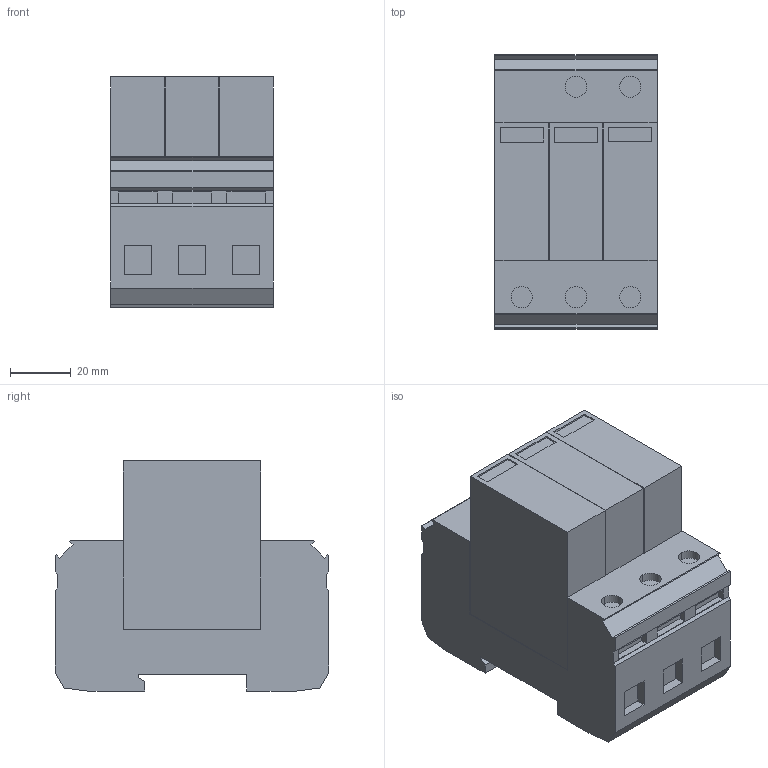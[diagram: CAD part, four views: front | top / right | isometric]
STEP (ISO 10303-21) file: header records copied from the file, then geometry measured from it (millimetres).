
FILE_DESCRIPTION(('STEP AP214'),'1');
FILE_NAME('cctmp_ADBEE008-3BDF-4078-8BCB-8D96102D2306_2023_07_21_23_23_08_0987..stp','2023-07-21T21:23:09',('SIEMENS A&D'),('CADClick - www.CADClick.com'),'Spatial InterOp 3D postprocessed',' ','unknown authorization');
FILE_SCHEMA(('AUTOMOTIVE_DESIGN'));
Length unit declared in the file: millimetre
Products named in the file (1): 2023_07_21_23_23_08_0981
Bounding box: 53.4 x 89.8 x 75.5 mm (x, y, z)
Volume: 281242.7 mm3; surface area: 40118.2 mm2
Topology: 1 solids, 1 shells, 142 faces, 354 edges, 232 vertices
Faces by surface type: plane 132, cylinder 10
Entity records: 4598 total; most frequent: CARTESIAN_POINT 729, ORIENTED_EDGE 708, DIRECTION 660, EDGE_CURVE 354, LINE 334, VECTOR 334, VERTEX_POINT 232, AXIS2_PLACEMENT_3D 163
